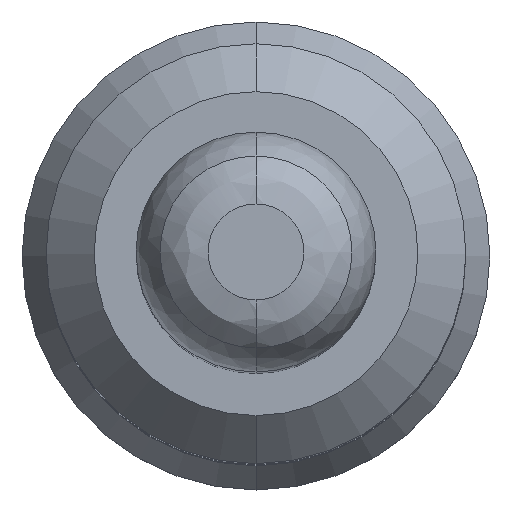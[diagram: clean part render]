
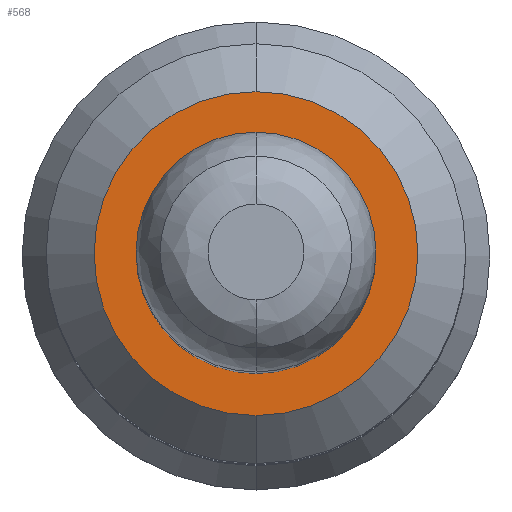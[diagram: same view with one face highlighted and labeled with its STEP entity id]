
A CAD part, top view. The second image highlights one B-rep face of the part: STEP entity #568.
In plain terms, the highlighted planar face has unit normal (0, 0, 1).
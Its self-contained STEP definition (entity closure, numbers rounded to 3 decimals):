
#37=CARTESIAN_POINT('',(0.,0.,3.2));
#38=DIRECTION('',(0.,0.,1.));
#39=DIRECTION('',(0.,1.,0.));
#40=AXIS2_PLACEMENT_3D('',#37,#38,#39);
#42=CARTESIAN_POINT('',(0.,0.,3.2));
#43=DIRECTION('',(0.,0.,1.));
#44=DIRECTION('',(0.,-1.,0.));
#45=AXIS2_PLACEMENT_3D('',#42,#43,#44);
#363=CARTESIAN_POINT('',(0.,0.,3.2));
#364=DIRECTION('',(0.,0.,1.));
#365=DIRECTION('',(0.,1.,0.));
#366=AXIS2_PLACEMENT_3D('',#363,#364,#365);
#372=CARTESIAN_POINT('',(0.,0.,3.2));
#373=DIRECTION('',(0.,0.,-1.));
#374=DIRECTION('',(0.,1.,0.));
#375=AXIS2_PLACEMENT_3D('',#372,#373,#374);
#431=CARTESIAN_POINT('',(0.,1.,3.2));
#433=VERTEX_POINT('',#431);
#435=CARTESIAN_POINT('',(0.,-1.,3.2));
#437=VERTEX_POINT('',#435);
#467=CARTESIAN_POINT('',(0.,1.35,3.2));
#468=CARTESIAN_POINT('',(0.,-1.35,3.2));
#469=VERTEX_POINT('',#467);
#470=VERTEX_POINT('',#468);
#552=CARTESIAN_POINT('',(0.,0.,3.2));
#553=DIRECTION('',(0.,0.,1.));
#554=DIRECTION('',(0.,1.,0.));
#555=AXIS2_PLACEMENT_3D('',#552,#553,#554);
#556=PLANE('',#555);
#557=ORIENTED_EDGE('',*,*,#542,.F.);
#559=ORIENTED_EDGE('',*,*,#558,.F.);
#560=EDGE_LOOP('',(#557,#559));
#561=FACE_OUTER_BOUND('',#560,.F.);
#563=ORIENTED_EDGE('',*,*,#562,.T.);
#565=ORIENTED_EDGE('',*,*,#564,.F.);
#566=EDGE_LOOP('',(#563,#565));
#567=FACE_BOUND('',#566,.F.);
#41=CIRCLE('',#40,1.35);
#46=CIRCLE('',#45,1.35);
#367=CIRCLE('',#366,1.);
#376=CIRCLE('',#375,1.);
#542=EDGE_CURVE('',#469,#470,#41,.T.);
#558=EDGE_CURVE('',#470,#469,#46,.T.);
#562=EDGE_CURVE('',#433,#437,#367,.T.);
#564=EDGE_CURVE('',#433,#437,#376,.T.);
#568=ADVANCED_FACE('',(#561,#567),#556,.T.);
